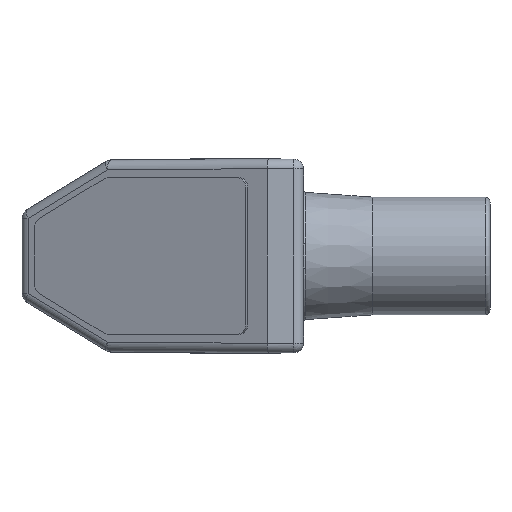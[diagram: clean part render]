
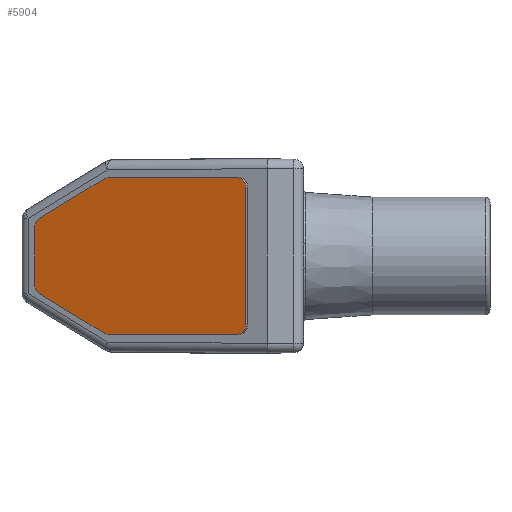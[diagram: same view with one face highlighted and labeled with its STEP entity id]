
A CAD part, front view. The second image highlights one B-rep face of the part: STEP entity #5904.
In plain terms, the highlighted planar face has unit normal (-0.371, -0.928, 0).
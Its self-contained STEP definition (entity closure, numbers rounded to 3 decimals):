
#824 = CARTESIAN_POINT ( 'NONE',  ( -273.857, 89.358, -29.764 ) ) ;
#832 = CARTESIAN_POINT ( 'NONE',  ( -58.857, 3.358, -70. ) ) ;
#834 = CARTESIAN_POINT ( 'NONE',  ( -58.857, 3.358, 70. ) ) ;
#1583 = CARTESIAN_POINT ( 'NONE',  ( -269.154, 87.477, 38.461 ) ) ;
#1584 = CARTESIAN_POINT ( 'NONE',  ( -198.731, 59.307, 80. ) ) ;
#1585 = CARTESIAN_POINT ( 'NONE',  ( -273.857, 89.358, 29.764 ) ) ;
#1586 = CARTESIAN_POINT ( 'NONE',  ( -68.142, 7.072, 80. ) ) ;
#1588 = CARTESIAN_POINT ( 'NONE',  ( -203.313, 61.14, 78.697 ) ) ;
#4597 = LINE ( 'NONE', #15518, #4710 ) ;
#4710 = VECTOR ( 'NONE', #15519, 1000. ) ;
#5207 = VECTOR ( 'NONE', #15896, 1000. ) ;
#5215 = VECTOR ( 'NONE', #15715, 1000. ) ;
#5220 = LINE ( 'NONE', #15701, #5215 ) ;
#5244 = VECTOR ( 'NONE', #15727, 1000. ) ;
#5274 = LINE ( 'NONE', #15728, #5244 ) ;
#5339 = CIRCLE ( 'NONE', #24178, 10. ) ;
#5340 = CIRCLE ( 'NONE', #23997, 10. ) ;
#5341 = LINE ( 'NONE', #15693, #5367 ) ;
#5367 = VECTOR ( 'NONE', #15694, 1000. ) ;
#5376 = CIRCLE ( 'NONE', #24524, 10. ) ;
#5380 = LINE ( 'NONE', #15895, #5207 ) ;
#5427 = CIRCLE ( 'NONE', #24175, 10. ) ;
#5904 = ADVANCED_FACE ( 'NONE', ( #9954 ), #22139, .F. ) ;
#7802 = DIRECTION ( 'NONE',  ( 0.371, 0.928, 0. ) ) ;
#7804 = DIRECTION ( 'NONE',  ( -0.371, -0.928, 0. ) ) ;
#7805 = DIRECTION ( 'NONE',  ( -0.928, 0.371, 0. ) ) ;
#7814 = DIRECTION ( 'NONE',  ( -0.928, 0.371, 0. ) ) ;
#7816 = CARTESIAN_POINT ( 'NONE',  ( -264.572, 85.644, -29.764 ) ) ;
#7822 = CARTESIAN_POINT ( 'NONE',  ( -264.572, 85.644, 29.764 ) ) ;
#9954 = FACE_OUTER_BOUND ( 'NONE', #12830, .T. ) ;
#10674 = VECTOR ( 'NONE', #16045, 1000. ) ;
#10684 = LINE ( 'NONE', #16046, #10674 ) ;
#11489 = EDGE_CURVE ( 'NONE', #15164, #15163, #10684, .T. ) ;
#11591 = EDGE_CURVE ( 'NONE', #15161, #15160, #4597, .T. ) ;
#11664 = EDGE_CURVE ( 'NONE', #15089, #15161, #5340, .T. ) ;
#11665 = EDGE_CURVE ( 'NONE', #15160, #15164, #5339, .T. ) ;
#11668 = EDGE_CURVE ( 'NONE', #15094, #15095, #5376, .T. ) ;
#11670 = EDGE_CURVE ( 'NONE', #15091, #15097, #5427, .T. ) ;
#11671 = EDGE_CURVE ( 'NONE', #15089, #15091, #5341, .T. ) ;
#11680 = EDGE_CURVE ( 'NONE', #15093, #15090, #5220, .T. ) ;
#11685 = EDGE_CURVE ( 'NONE', #15095, #15092, #5380, .T. ) ;
#11690 = EDGE_CURVE ( 'NONE', #15097, #15094, #5274, .T. ) ;
#12352 = ORIENTED_EDGE ( 'NONE', *, *, #11665, .F. ) ;
#12830 = EDGE_LOOP ( 'NONE', ( #31046, #31052, #31044, #31041, #31053, #31050, #31051, #31049, #31042, #12352, #31043, #31045 ) ) ;
#14273 = EDGE_CURVE ( 'NONE', #15092, #15093, #21303, .T. ) ;
#14274 = EDGE_CURVE ( 'NONE', #15163, #15090, #21272, .T. ) ;
#15089 = VERTEX_POINT ( 'NONE', #832 ) ;
#15090 = VERTEX_POINT ( 'NONE', #824 ) ;
#15091 = VERTEX_POINT ( 'NONE', #834 ) ;
#15092 = VERTEX_POINT ( 'NONE', #1583 ) ;
#15093 = VERTEX_POINT ( 'NONE', #1585 ) ;
#15094 = VERTEX_POINT ( 'NONE', #1584 ) ;
#15095 = VERTEX_POINT ( 'NONE', #1588 ) ;
#15097 = VERTEX_POINT ( 'NONE', #1586 ) ;
#15160 = VERTEX_POINT ( 'NONE', #25903 ) ;
#15161 = VERTEX_POINT ( 'NONE', #25989 ) ;
#15163 = VERTEX_POINT ( 'NONE', #25934 ) ;
#15164 = VERTEX_POINT ( 'NONE', #25935 ) ;
#15518 = CARTESIAN_POINT ( 'NONE',  ( -201.182, 60.288, -80. ) ) ;
#15519 = DIRECTION ( 'NONE',  ( -0.928, 0.371, 0. ) ) ;
#15693 = CARTESIAN_POINT ( 'NONE',  ( -58.857, 3.358, 80. ) ) ;
#15694 = DIRECTION ( 'NONE',  ( 0., 0., 1. ) ) ;
#15695 = DIRECTION ( 'NONE',  ( -0.371, -0.928, 0. ) ) ;
#15696 = DIRECTION ( 'NONE',  ( -0.928, 0.371, 0. ) ) ;
#15699 = CARTESIAN_POINT ( 'NONE',  ( -68.142, 7.072, 70. ) ) ;
#15700 = DIRECTION ( 'NONE',  ( -0.928, 0.371, 0. ) ) ;
#15701 = CARTESIAN_POINT ( 'NONE',  ( -273.857, 89.358, 0. ) ) ;
#15702 = DIRECTION ( 'NONE',  ( -0.371, -0.928, 0. ) ) ;
#15707 = DIRECTION ( 'NONE',  ( -0.928, 0.371, 0. ) ) ;
#15708 = DIRECTION ( 'NONE',  ( 0.371, 0.928, 0. ) ) ;
#15715 = DIRECTION ( 'NONE',  ( 0., 0., -1. ) ) ;
#15727 = DIRECTION ( 'NONE',  ( -0.928, 0.371, 0. ) ) ;
#15728 = CARTESIAN_POINT ( 'NONE',  ( -201.182, 60.288, 80. ) ) ;
#15895 = CARTESIAN_POINT ( 'NONE',  ( -273.857, 89.358, 35.587 ) ) ;
#15896 = DIRECTION ( 'NONE',  ( -0.808, 0.323, -0.493 ) ) ;
#15923 = CARTESIAN_POINT ( 'NONE',  ( -198.731, 59.307, 70. ) ) ;
#15924 = DIRECTION ( 'NONE',  ( 0.371, 0.928, 0. ) ) ;
#15925 = DIRECTION ( 'NONE',  ( -0.928, 0.371, 0. ) ) ;
#15927 = CARTESIAN_POINT ( 'NONE',  ( -68.142, 7.072, -70. ) ) ;
#15930 = CARTESIAN_POINT ( 'NONE',  ( -198.731, 59.307, -70. ) ) ;
#16045 = DIRECTION ( 'NONE',  ( -0.808, 0.323, 0.493 ) ) ;
#16046 = CARTESIAN_POINT ( 'NONE',  ( -273.857, 89.358, -35.587 ) ) ;
#21272 = CIRCLE ( 'NONE', #24551, 10. ) ;
#21303 = CIRCLE ( 'NONE', #24609, 10. ) ;
#22120 = DIRECTION ( 'NONE',  ( 0.371, 0.928, 0. ) ) ;
#22121 = DIRECTION ( 'NONE',  ( -0.928, 0.371, 0. ) ) ;
#22136 = CARTESIAN_POINT ( 'NONE',  ( -58.857, 3.358, 80. ) ) ;
#22139 = PLANE ( 'NONE',  #23424 ) ;
#23424 = AXIS2_PLACEMENT_3D ( 'NONE', #22136, #22120, #22121 ) ;
#23997 = AXIS2_PLACEMENT_3D ( 'NONE', #15927, #15924, #15925 ) ;
#24175 = AXIS2_PLACEMENT_3D ( 'NONE', #15699, #15702, #15700 ) ;
#24178 = AXIS2_PLACEMENT_3D ( 'NONE', #15930, #15708, #15707 ) ;
#24524 = AXIS2_PLACEMENT_3D ( 'NONE', #15923, #15695, #15696 ) ;
#24551 = AXIS2_PLACEMENT_3D ( 'NONE', #7816, #7802, #7814 ) ;
#24609 = AXIS2_PLACEMENT_3D ( 'NONE', #7822, #7804, #7805 ) ;
#25903 = CARTESIAN_POINT ( 'NONE',  ( -198.731, 59.307, -80. ) ) ;
#25934 = CARTESIAN_POINT ( 'NONE',  ( -269.154, 87.477, -38.461 ) ) ;
#25935 = CARTESIAN_POINT ( 'NONE',  ( -203.313, 61.14, -78.697 ) ) ;
#25989 = CARTESIAN_POINT ( 'NONE',  ( -68.142, 7.072, -80. ) ) ;
#31041 = ORIENTED_EDGE ( 'NONE', *, *, #11668, .T. ) ;
#31042 = ORIENTED_EDGE ( 'NONE', *, *, #11489, .F. ) ;
#31043 = ORIENTED_EDGE ( 'NONE', *, *, #11591, .F. ) ;
#31044 = ORIENTED_EDGE ( 'NONE', *, *, #11690, .T. ) ;
#31045 = ORIENTED_EDGE ( 'NONE', *, *, #11664, .F. ) ;
#31046 = ORIENTED_EDGE ( 'NONE', *, *, #11671, .T. ) ;
#31049 = ORIENTED_EDGE ( 'NONE', *, *, #14274, .F. ) ;
#31050 = ORIENTED_EDGE ( 'NONE', *, *, #14273, .T. ) ;
#31051 = ORIENTED_EDGE ( 'NONE', *, *, #11680, .T. ) ;
#31052 = ORIENTED_EDGE ( 'NONE', *, *, #11670, .T. ) ;
#31053 = ORIENTED_EDGE ( 'NONE', *, *, #11685, .T. ) ;
